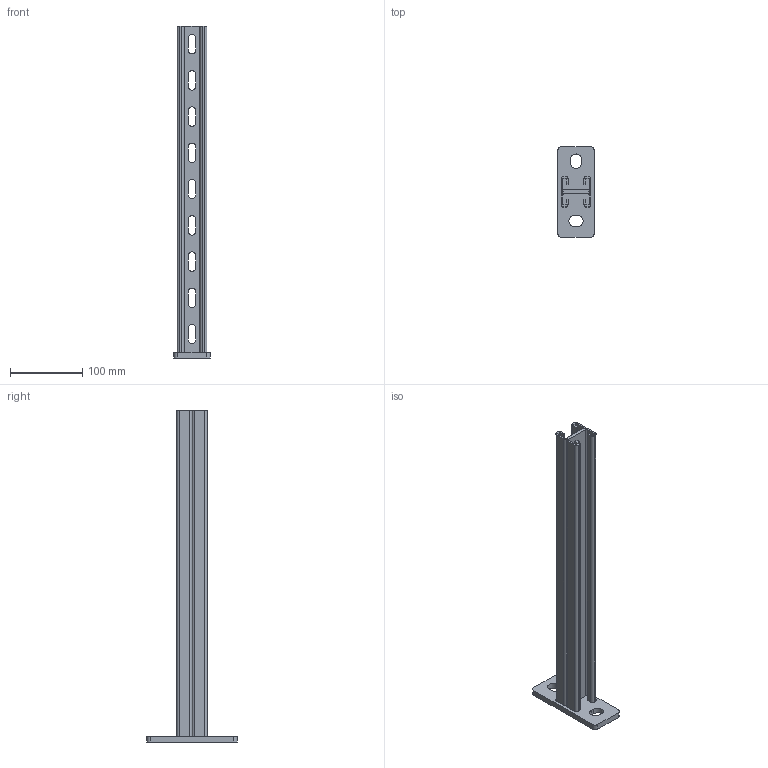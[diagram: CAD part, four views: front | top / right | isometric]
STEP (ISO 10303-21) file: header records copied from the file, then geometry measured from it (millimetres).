
FILE_DESCRIPTION (( 'STEP AP203' ), '1' );
FILE_NAME ('Êîíñîëü BBD-21_BBD2140.STEP', '2012-11-19T06:29:52', ( 'Àñååâ' ), ( '' ), 'SwSTEP 2.0', 'SolidWorks 2012', '' );
FILE_SCHEMA (( 'CONFIG_CONTROL_DESIGN' ));
Length unit declared in the file: millimetre
Products named in the file (1): Êîíñîëü BBD-21_BBD2140
Bounding box: 50 x 125 x 458 mm (x, y, z)
Volume: 261821 mm3; surface area: 169458.2 mm2
Topology: 1 solids, 1 shells, 109 faces, 318 edges, 212 vertices
Faces by surface type: plane 59, cylinder 50
Entity records: 3753 total; most frequent: CARTESIAN_POINT 640, DIRECTION 638, ORIENTED_EDGE 636, EDGE_CURVE 318, LINE 218, VECTOR 218, VERTEX_POINT 212, AXIS2_PLACEMENT_3D 210
